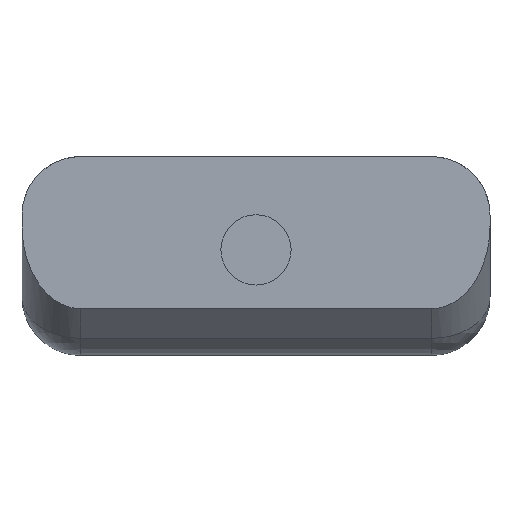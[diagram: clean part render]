
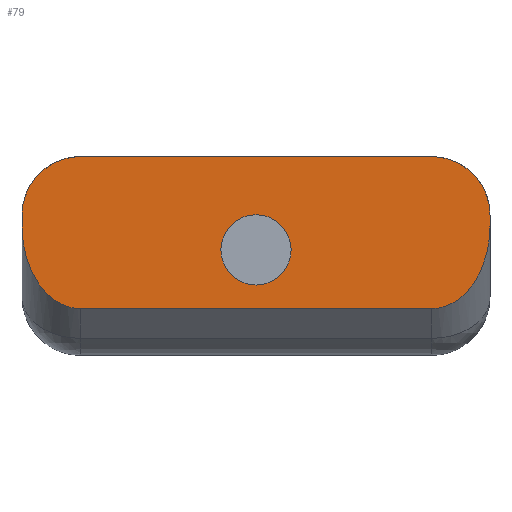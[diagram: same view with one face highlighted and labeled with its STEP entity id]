
A CAD part, front view. The second image highlights one B-rep face of the part: STEP entity #79.
In plain terms, the highlighted planar face has unit normal (0, -1, 0).
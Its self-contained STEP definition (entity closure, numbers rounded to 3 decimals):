
#44=ELLIPSE('',#639,7.071,5.);
#45=ELLIPSE('',#640,7.071,5.);
#48=FACE_BOUND('',#158,.T.);
#49=FACE_BOUND('',#159,.T.);
#53=PLANE('',#642);
#79=ADVANCED_FACE('',(#48,#49),#53,.F.);
#158=EDGE_LOOP('',(#330));
#159=EDGE_LOOP('',(#331,#332,#333,#334,#335,#336,#337,#338));
#199=LINE('',#879,#263);
#200=LINE('',#884,#264);
#201=LINE('',#888,#265);
#202=LINE('',#892,#266);
#263=VECTOR('',#704,1.);
#264=VECTOR('',#707,1.);
#265=VECTOR('',#710,1.);
#266=VECTOR('',#713,1.);
#330=ORIENTED_EDGE('',*,*,#543,.T.);
#331=ORIENTED_EDGE('',*,*,#544,.F.);
#332=ORIENTED_EDGE('',*,*,#545,.T.);
#333=ORIENTED_EDGE('',*,*,#546,.T.);
#334=ORIENTED_EDGE('',*,*,#547,.T.);
#335=ORIENTED_EDGE('',*,*,#548,.F.);
#336=ORIENTED_EDGE('',*,*,#549,.T.);
#337=ORIENTED_EDGE('',*,*,#550,.F.);
#338=ORIENTED_EDGE('',*,*,#551,.T.);
#492=VERTEX_POINT('',#878);
#493=VERTEX_POINT('',#880);
#494=VERTEX_POINT('',#881);
#495=VERTEX_POINT('',#883);
#496=VERTEX_POINT('',#885);
#497=VERTEX_POINT('',#887);
#498=VERTEX_POINT('',#889);
#499=VERTEX_POINT('',#891);
#500=VERTEX_POINT('',#893);
#543=EDGE_CURVE('',#492,#492,#620,.T.);
#544=EDGE_CURVE('',#493,#494,#199,.T.);
#545=EDGE_CURVE('',#493,#495,#621,.T.);
#546=EDGE_CURVE('',#495,#496,#200,.T.);
#547=EDGE_CURVE('',#496,#497,#44,.T.);
#548=EDGE_CURVE('',#498,#497,#201,.T.);
#549=EDGE_CURVE('',#498,#499,#45,.T.);
#550=EDGE_CURVE('',#500,#499,#202,.T.);
#551=EDGE_CURVE('',#500,#494,#622,.T.);
#620=CIRCLE('',#637,3.);
#621=CIRCLE('',#638,5.);
#622=CIRCLE('',#641,5.);
#637=AXIS2_PLACEMENT_3D('',#877,#702,#703);
#638=AXIS2_PLACEMENT_3D('',#882,#705,#706);
#639=AXIS2_PLACEMENT_3D('',#886,#708,#709);
#640=AXIS2_PLACEMENT_3D('',#890,#711,#712);
#641=AXIS2_PLACEMENT_3D('',#894,#714,#715);
#642=AXIS2_PLACEMENT_3D('',#895,#716,#717);
#702=DIRECTION('',(0.,1.,0.));
#703=DIRECTION('',(0.,0.,1.));
#704=DIRECTION('',(1.,0.,0.));
#705=DIRECTION('',(0.,-1.,0.));
#706=DIRECTION('',(0.,0.,1.));
#707=DIRECTION('',(0.,0.,-1.));
#708=DIRECTION('',(0.,-1.,0.));
#709=DIRECTION('',(0.,0.,-1.));
#710=DIRECTION('',(-1.,0.,0.));
#711=DIRECTION('',(0.,-1.,0.));
#712=DIRECTION('',(0.,0.,1.));
#713=DIRECTION('',(0.,0.,-1.));
#714=DIRECTION('',(0.,-1.,0.));
#715=DIRECTION('',(0.,0.,1.));
#716=DIRECTION('',(0.,1.,0.));
#717=DIRECTION('',(0.,0.,-1.));
#877=CARTESIAN_POINT('',(-150.494,-28.673,-9.884));
#878=CARTESIAN_POINT('',(-153.494,-28.673,-9.884));
#879=CARTESIAN_POINT('',(-90.494,-28.673,-1.904));
#880=CARTESIAN_POINT('',(-165.494,-28.673,-1.904));
#881=CARTESIAN_POINT('',(-135.494,-28.673,-1.904));
#882=CARTESIAN_POINT('',(-165.494,-28.673,-6.904));
#883=CARTESIAN_POINT('',(-170.494,-28.673,-6.904));
#884=CARTESIAN_POINT('',(-170.494,-28.673,0.096));
#885=CARTESIAN_POINT('',(-170.494,-28.673,-7.833));
#886=CARTESIAN_POINT('',(-165.494,-28.673,-7.833));
#887=CARTESIAN_POINT('',(-165.494,-28.673,-14.904));
#888=CARTESIAN_POINT('',(-203.491,-28.673,-14.904));
#889=CARTESIAN_POINT('',(-135.494,-28.673,-14.904));
#890=CARTESIAN_POINT('',(-135.494,-28.673,-7.833));
#891=CARTESIAN_POINT('',(-130.494,-28.673,-7.833));
#892=CARTESIAN_POINT('',(-130.494,-28.673,0.096));
#893=CARTESIAN_POINT('',(-130.494,-28.673,-6.904));
#894=CARTESIAN_POINT('',(-135.494,-28.673,-6.904));
#895=CARTESIAN_POINT('',(-203.491,-28.673,0.096));
